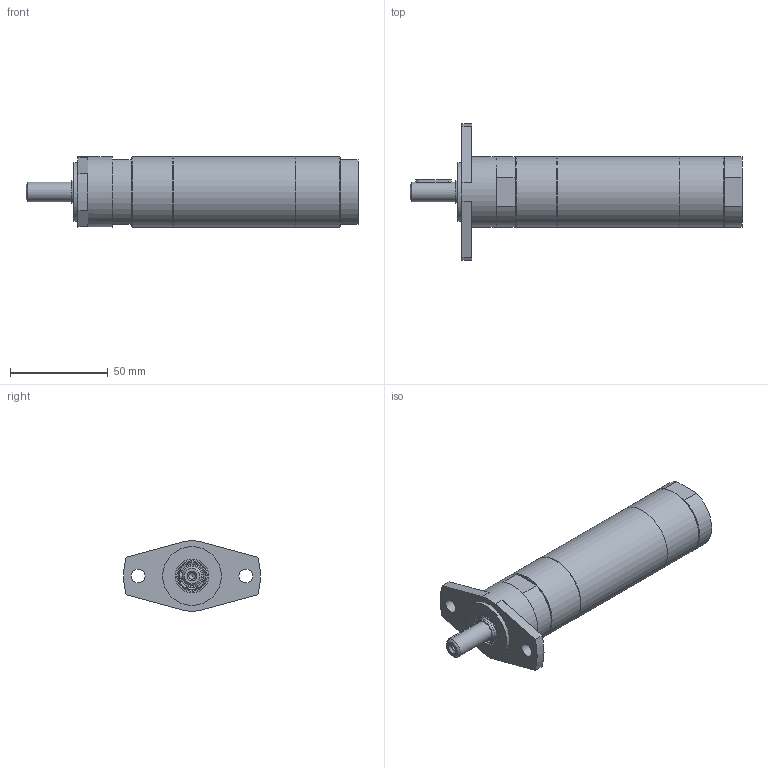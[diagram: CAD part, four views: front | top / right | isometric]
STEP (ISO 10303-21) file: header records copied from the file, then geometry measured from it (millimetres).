
FILE_DESCRIPTION(/* description */ (''),/* implementation_level */ '2;1');
FILE_NAME(/* name */ 'MUD 16-240 F55_60009017.stp',/* time_stamp */ '2018-11-13T10:06:29+01:00',/* author */ ('flambert'),/* organization */ (''),/* preprocessor_version */ 'ST-DEVELOPER v17',/* originating_system */ 'Autodesk Inventor 2018',/* authorisation */ '');
FILE_SCHEMA (('AUTOMOTIVE_DESIGN { 1 0 10303 214 3 1 1 }'));
Length unit declared in the file: millimetre
Products named in the file (1): MUD 16-240 F55_60009017
Bounding box: 169.7 x 70 x 36 mm (x, y, z)
Volume: 150263.4 mm3; surface area: 23223.4 mm2
Topology: 1 solids, 1 shells, 138 faces, 357 edges, 238 vertices
Faces by surface type: plane 90, cylinder 24, cone 16, bspline 7, torus 1
Full cylindrical faces by diameter (mm): 3.242 x1, 7 x2, 8.566 x2, 10 x1, 11.445 x1, 11.95 x1, 15.5 x1, 17 x1, 30 x1, 32 x1, 36 x4
Entity records: 4526 total; most frequent: CARTESIAN_POINT 898, ORIENTED_EDGE 712, DIRECTION 690, EDGE_CURVE 356, VERTEX_POINT 238, LINE 234, VECTOR 234, AXIS2_PLACEMENT_3D 228
